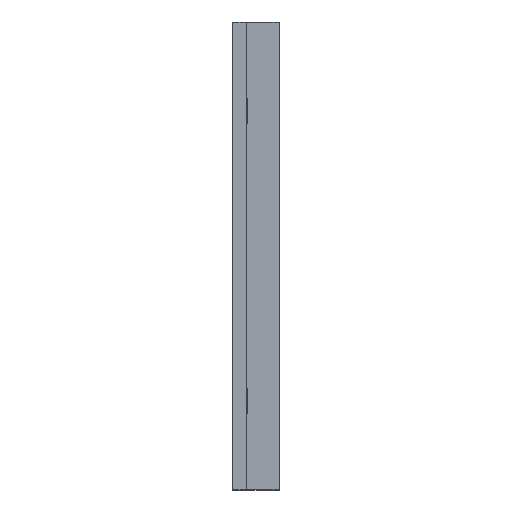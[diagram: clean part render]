
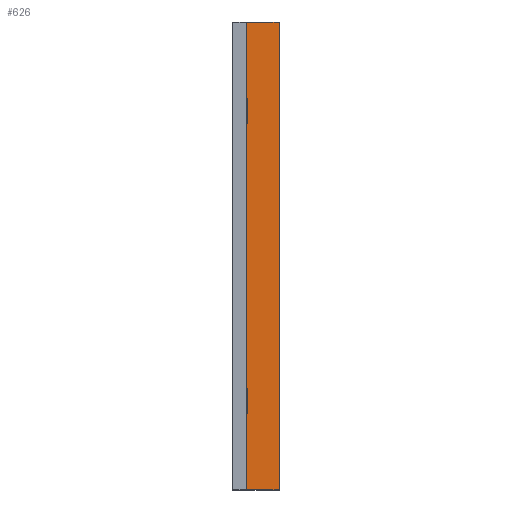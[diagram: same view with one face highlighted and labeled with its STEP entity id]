
A CAD part, top view. The second image highlights one B-rep face of the part: STEP entity #626.
In plain terms, the highlighted planar face has unit normal (0, 0, 1).
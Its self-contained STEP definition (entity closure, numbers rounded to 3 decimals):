
#20 = EDGE_CURVE ( 'NONE', #186, #1032, #1110, .T. ) ;
#50 = VERTEX_POINT ( 'NONE', #1281 ) ;
#61 = VECTOR ( 'NONE', #1203, 1000. ) ;
#145 = LINE ( 'NONE', #1208, #61 ) ;
#186 = VERTEX_POINT ( 'NONE', #474 ) ;
#247 = ORIENTED_EDGE ( 'NONE', *, *, #293, .T. ) ;
#287 = EDGE_CURVE ( 'NONE', #836, #1032, #145, .T. ) ;
#293 = EDGE_CURVE ( 'NONE', #50, #836, #1016, .T. ) ;
#324 = CARTESIAN_POINT ( 'NONE',  ( 100., 0., -1.1 ) ) ;
#343 = LINE ( 'NONE', #852, #511 ) ;
#380 = VECTOR ( 'NONE', #1007, 1000. ) ;
#419 = DIRECTION ( 'NONE',  ( 0., 0., -1. ) ) ;
#474 = CARTESIAN_POINT ( 'NONE',  ( 28.8, -505., -1.1 ) ) ;
#511 = VECTOR ( 'NONE', #647, 1000. ) ;
#589 = PLANE ( 'NONE',  #687 ) ;
#623 = DIRECTION ( 'NONE',  ( 0., 1., 0. ) ) ;
#626 = ADVANCED_FACE ( 'NONE', ( #999 ), #589, .F. ) ;
#645 = ORIENTED_EDGE ( 'NONE', *, *, #287, .T. ) ;
#647 = DIRECTION ( 'NONE',  ( 1., 0., 0. ) ) ;
#687 = AXIS2_PLACEMENT_3D ( 'NONE', #697, #419, #982 ) ;
#697 = CARTESIAN_POINT ( 'NONE',  ( 50.525, 0., -1.1 ) ) ;
#706 = CARTESIAN_POINT ( 'NONE',  ( 100., 505., -1.1 ) ) ;
#735 = ORIENTED_EDGE ( 'NONE', *, *, #20, .F. ) ;
#775 = ORIENTED_EDGE ( 'NONE', *, *, #1063, .T. ) ;
#836 = VERTEX_POINT ( 'NONE', #706 ) ;
#852 = CARTESIAN_POINT ( 'NONE',  ( 50.525, -505., -1.1 ) ) ;
#928 = CARTESIAN_POINT ( 'NONE',  ( 28.8, -605.022, -1.1 ) ) ;
#946 = EDGE_LOOP ( 'NONE', ( #645, #735, #775, #247 ) ) ;
#982 = DIRECTION ( 'NONE',  ( -1., 0., 0. ) ) ;
#999 = FACE_OUTER_BOUND ( 'NONE', #946, .T. ) ;
#1007 = DIRECTION ( 'NONE',  ( 0., 1., 0. ) ) ;
#1016 = LINE ( 'NONE', #324, #380 ) ;
#1032 = VERTEX_POINT ( 'NONE', #1157 ) ;
#1063 = EDGE_CURVE ( 'NONE', #186, #50, #343, .T. ) ;
#1110 = LINE ( 'NONE', #928, #1151 ) ;
#1151 = VECTOR ( 'NONE', #623, 1000. ) ;
#1157 = CARTESIAN_POINT ( 'NONE',  ( 28.8, 505., -1.1 ) ) ;
#1203 = DIRECTION ( 'NONE',  ( -1., 0., 0. ) ) ;
#1208 = CARTESIAN_POINT ( 'NONE',  ( 50.525, 505., -1.1 ) ) ;
#1281 = CARTESIAN_POINT ( 'NONE',  ( 100., -505., -1.1 ) ) ;
